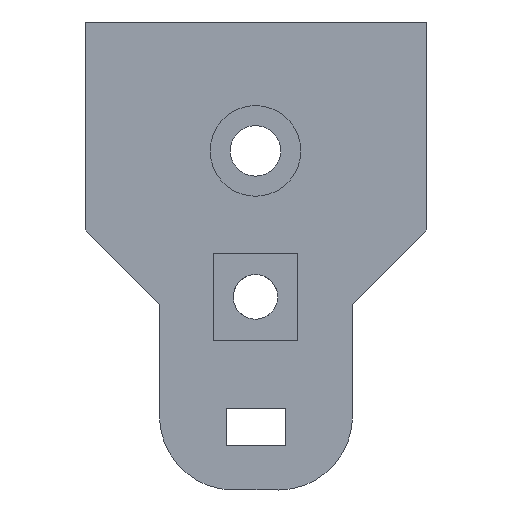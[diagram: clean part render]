
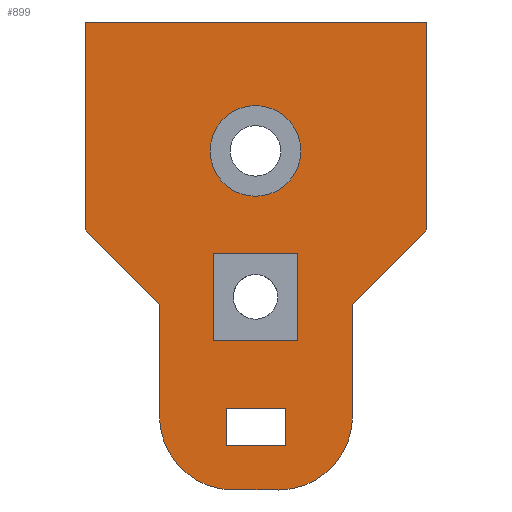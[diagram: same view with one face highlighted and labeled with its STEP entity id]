
A CAD part, left-side view. The second image highlights one B-rep face of the part: STEP entity #899.
In plain terms, the highlighted planar face has unit normal (-1, 0, 0).
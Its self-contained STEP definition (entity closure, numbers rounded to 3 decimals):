
#32=FACE_BOUND('',#98,.T.);
#33=FACE_BOUND('',#99,.T.);
#34=FACE_BOUND('',#100,.T.);
#49=FACE_OUTER_BOUND('',#97,.T.);
#97=EDGE_LOOP('',(#662,#663,#664,#665,#666,#667,#668,#669,#670,#671));
#98=EDGE_LOOP('',(#672));
#99=EDGE_LOOP('',(#673,#674,#675,#676));
#100=EDGE_LOOP('',(#677,#678,#679,#680));
#151=CIRCLE('',#972,5.);
#153=CIRCLE('',#975,5.);
#154=CIRCLE('',#976,3.05);
#192=LINE('',#1351,#294);
#205=LINE('',#1391,#307);
#206=LINE('',#1395,#308);
#207=LINE('',#1397,#309);
#208=LINE('',#1398,#310);
#209=LINE('',#1400,#311);
#210=LINE('',#1402,#312);
#211=LINE('',#1403,#313);
#212=LINE('',#1408,#314);
#213=LINE('',#1410,#315);
#214=LINE('',#1412,#316);
#215=LINE('',#1413,#317);
#216=LINE('',#1416,#318);
#217=LINE('',#1418,#319);
#218=LINE('',#1420,#320);
#219=LINE('',#1421,#321);
#294=VECTOR('',#1077,10.);
#307=VECTOR('',#1118,10.);
#308=VECTOR('',#1121,10.);
#309=VECTOR('',#1122,10.);
#310=VECTOR('',#1123,10.);
#311=VECTOR('',#1124,10.);
#312=VECTOR('',#1125,10.);
#313=VECTOR('',#1126,10.);
#314=VECTOR('',#1129,10.);
#315=VECTOR('',#1130,10.);
#316=VECTOR('',#1131,10.);
#317=VECTOR('',#1132,10.);
#318=VECTOR('',#1133,10.);
#319=VECTOR('',#1134,10.);
#320=VECTOR('',#1135,10.);
#321=VECTOR('',#1136,10.);
#398=VERTEX_POINT('',#1348);
#399=VERTEX_POINT('',#1350);
#408=VERTEX_POINT('',#1381);
#409=VERTEX_POINT('',#1382);
#412=VERTEX_POINT('',#1390);
#413=VERTEX_POINT('',#1392);
#414=VERTEX_POINT('',#1394);
#415=VERTEX_POINT('',#1396);
#416=VERTEX_POINT('',#1399);
#417=VERTEX_POINT('',#1401);
#418=VERTEX_POINT('',#1404);
#419=VERTEX_POINT('',#1406);
#420=VERTEX_POINT('',#1407);
#421=VERTEX_POINT('',#1409);
#422=VERTEX_POINT('',#1411);
#423=VERTEX_POINT('',#1414);
#424=VERTEX_POINT('',#1415);
#425=VERTEX_POINT('',#1417);
#426=VERTEX_POINT('',#1419);
#491=EDGE_CURVE('',#398,#399,#192,.T.);
#507=EDGE_CURVE('',#408,#409,#151,.T.);
#511=EDGE_CURVE('',#408,#412,#205,.T.);
#512=EDGE_CURVE('',#413,#412,#153,.T.);
#513=EDGE_CURVE('',#414,#413,#206,.T.);
#514=EDGE_CURVE('',#415,#414,#207,.T.);
#515=EDGE_CURVE('',#415,#399,#208,.T.);
#516=EDGE_CURVE('',#416,#398,#209,.T.);
#517=EDGE_CURVE('',#417,#416,#210,.T.);
#518=EDGE_CURVE('',#409,#417,#211,.T.);
#519=EDGE_CURVE('',#418,#418,#154,.T.);
#520=EDGE_CURVE('',#419,#420,#212,.T.);
#521=EDGE_CURVE('',#420,#421,#213,.T.);
#522=EDGE_CURVE('',#421,#422,#214,.T.);
#523=EDGE_CURVE('',#419,#422,#215,.T.);
#524=EDGE_CURVE('',#423,#424,#216,.T.);
#525=EDGE_CURVE('',#424,#425,#217,.T.);
#526=EDGE_CURVE('',#425,#426,#218,.T.);
#527=EDGE_CURVE('',#426,#423,#219,.T.);
#662=ORIENTED_EDGE('',*,*,#507,.F.);
#663=ORIENTED_EDGE('',*,*,#511,.T.);
#664=ORIENTED_EDGE('',*,*,#512,.F.);
#665=ORIENTED_EDGE('',*,*,#513,.F.);
#666=ORIENTED_EDGE('',*,*,#514,.F.);
#667=ORIENTED_EDGE('',*,*,#515,.T.);
#668=ORIENTED_EDGE('',*,*,#491,.F.);
#669=ORIENTED_EDGE('',*,*,#516,.F.);
#670=ORIENTED_EDGE('',*,*,#517,.F.);
#671=ORIENTED_EDGE('',*,*,#518,.F.);
#672=ORIENTED_EDGE('',*,*,#519,.T.);
#673=ORIENTED_EDGE('',*,*,#520,.T.);
#674=ORIENTED_EDGE('',*,*,#521,.T.);
#675=ORIENTED_EDGE('',*,*,#522,.T.);
#676=ORIENTED_EDGE('',*,*,#523,.F.);
#677=ORIENTED_EDGE('',*,*,#524,.T.);
#678=ORIENTED_EDGE('',*,*,#525,.T.);
#679=ORIENTED_EDGE('',*,*,#526,.T.);
#680=ORIENTED_EDGE('',*,*,#527,.T.);
#863=PLANE('',#974);
#899=ADVANCED_FACE('',(#49,#32,#33,#34),#863,.T.);
#972=AXIS2_PLACEMENT_3D('',#1383,#1110,#1111);
#974=AXIS2_PLACEMENT_3D('',#1389,#1116,#1117);
#975=AXIS2_PLACEMENT_3D('',#1393,#1119,#1120);
#976=AXIS2_PLACEMENT_3D('',#1405,#1127,#1128);
#1077=DIRECTION('',(0.,-1.,0.));
#1110=DIRECTION('center_axis',(1.,0.,0.));
#1111=DIRECTION('ref_axis',(0.,0.707,-0.707));
#1116=DIRECTION('center_axis',(-1.,0.,0.));
#1117=DIRECTION('ref_axis',(0.,-1.,0.));
#1118=DIRECTION('',(0.,-1.,0.));
#1119=DIRECTION('center_axis',(1.,0.,0.));
#1120=DIRECTION('ref_axis',(0.,-0.707,-0.707));
#1121=DIRECTION('',(0.,0.,-1.));
#1122=DIRECTION('',(0.,0.707,-0.707));
#1123=DIRECTION('',(0.,0.,1.));
#1124=DIRECTION('',(0.,0.,1.));
#1125=DIRECTION('',(0.,0.707,0.707));
#1126=DIRECTION('',(0.,0.,1.));
#1127=DIRECTION('center_axis',(1.,0.,0.));
#1128=DIRECTION('ref_axis',(0.,-1.,0.));
#1129=DIRECTION('',(0.,0.,-1.));
#1130=DIRECTION('',(0.,1.,0.));
#1131=DIRECTION('',(0.,0.,1.));
#1132=DIRECTION('',(0.,1.,0.));
#1133=DIRECTION('',(0.,-1.,0.));
#1134=DIRECTION('',(0.,0.,-1.));
#1135=DIRECTION('',(0.,1.,0.));
#1136=DIRECTION('',(0.,0.,1.));
#1348=CARTESIAN_POINT('',(-6.341,112.436,-8.835));
#1350=CARTESIAN_POINT('',(-6.341,89.436,-8.835));
#1351=CARTESIAN_POINT('',(-6.341,112.265,-8.835));
#1381=CARTESIAN_POINT('',(-6.341,102.436,-40.335));
#1382=CARTESIAN_POINT('',(-6.341,107.436,-35.335));
#1383=CARTESIAN_POINT('Origin',(-6.341,102.436,-35.335));
#1389=CARTESIAN_POINT('Origin',(-6.341,100.971,-30.335));
#1390=CARTESIAN_POINT('',(-6.341,99.436,-40.335));
#1391=CARTESIAN_POINT('',(-6.341,95.936,-40.335));
#1392=CARTESIAN_POINT('',(-6.341,94.436,-35.335));
#1393=CARTESIAN_POINT('Origin',(-6.341,99.436,-35.335));
#1394=CARTESIAN_POINT('',(-6.341,94.436,-27.835));
#1395=CARTESIAN_POINT('',(-6.341,94.436,-32.585));
#1396=CARTESIAN_POINT('',(-6.341,89.436,-22.835));
#1397=CARTESIAN_POINT('',(-6.341,95.445,-28.844));
#1398=CARTESIAN_POINT('',(-6.341,89.436,-10.835));
#1399=CARTESIAN_POINT('',(-6.341,112.436,-22.835));
#1400=CARTESIAN_POINT('',(-6.341,112.436,-26.576));
#1401=CARTESIAN_POINT('',(-6.341,107.436,-27.835));
#1402=CARTESIAN_POINT('',(-6.341,106.445,-28.826));
#1403=CARTESIAN_POINT('',(-6.341,107.436,-32.585));
#1404=CARTESIAN_POINT('',(-6.341,104.021,-17.51));
#1405=CARTESIAN_POINT('Origin',(-6.341,100.971,-17.51));
#1406=CARTESIAN_POINT('',(-6.341,98.121,-24.385));
#1407=CARTESIAN_POINT('',(-6.341,98.121,-30.285));
#1408=CARTESIAN_POINT('',(-6.341,98.121,-30.21));
#1409=CARTESIAN_POINT('',(-6.341,103.821,-30.285));
#1410=CARTESIAN_POINT('',(-6.341,102.346,-30.285));
#1411=CARTESIAN_POINT('',(-6.341,103.821,-24.385));
#1412=CARTESIAN_POINT('',(-6.341,103.821,-30.21));
#1413=CARTESIAN_POINT('',(-6.341,102.346,-24.385));
#1414=CARTESIAN_POINT('',(-6.341,102.936,-34.835));
#1415=CARTESIAN_POINT('',(-6.341,98.936,-34.835));
#1416=CARTESIAN_POINT('',(-6.341,103.686,-34.835));
#1417=CARTESIAN_POINT('',(-6.341,98.936,-37.335));
#1418=CARTESIAN_POINT('',(-6.341,98.936,-34.835));
#1419=CARTESIAN_POINT('',(-6.341,102.936,-37.335));
#1420=CARTESIAN_POINT('',(-6.341,98.186,-37.335));
#1421=CARTESIAN_POINT('',(-6.341,102.936,-36.835));
